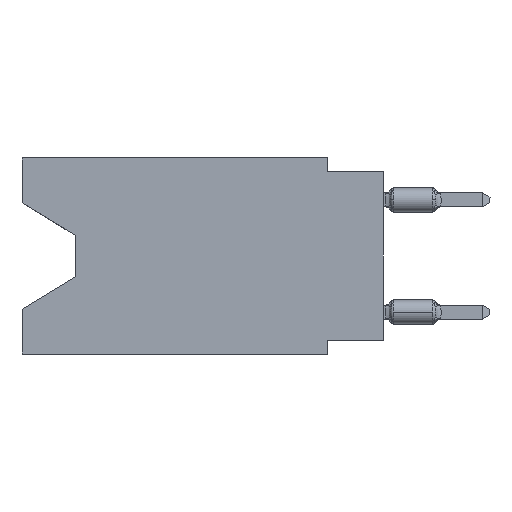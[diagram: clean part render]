
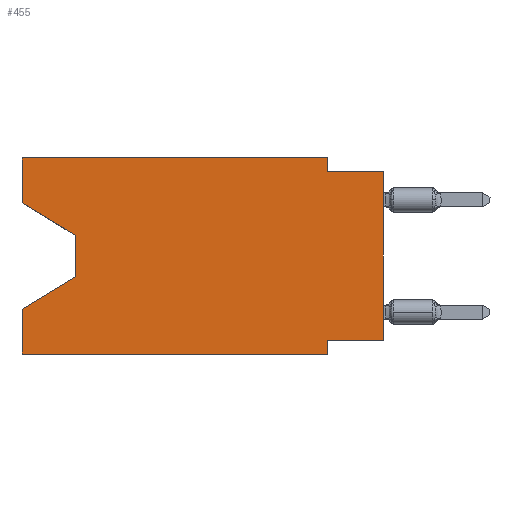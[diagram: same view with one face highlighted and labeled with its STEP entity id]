
A CAD part, left-side view. The second image highlights one B-rep face of the part: STEP entity #455.
In plain terms, the highlighted planar face has unit normal (-1, 0, 0).
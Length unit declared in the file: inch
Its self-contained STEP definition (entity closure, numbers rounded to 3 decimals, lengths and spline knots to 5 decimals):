
#106 = VECTOR ( 'NONE', #14949, 39.37008 ) ;
#179 = ORIENTED_EDGE ( 'NONE', *, *, #5077, .F. ) ;
#180 = VECTOR ( 'NONE', #10316, 39.37008 ) ;
#199 = CARTESIAN_POINT ( 'NONE',  ( 0., 0.1, 0. ) ) ;
#214 = VERTEX_POINT ( 'NONE', #14017 ) ;
#245 = CARTESIAN_POINT ( 'NONE',  ( 0., 0.645, -0.26975 ) ) ;
#345 = LINE ( 'NONE', #7615, #12970 ) ;
#407 = DIRECTION ( 'NONE',  ( 0., 0., 1. ) ) ;
#455 = ADVANCED_FACE ( 'NONE', ( #1499 ), #13375, .F. ) ;
#460 = CARTESIAN_POINT ( 'NONE',  ( 0., 0.645, -0.08025 ) ) ;
#624 = VECTOR ( 'NONE', #7197, 39.37008 ) ;
#925 = CARTESIAN_POINT ( 'NONE',  ( 0., 0.1, -0.35 ) ) ;
#926 = VECTOR ( 'NONE', #12018, 39.37008 ) ;
#983 = ORIENTED_EDGE ( 'NONE', *, *, #5177, .F. ) ;
#1110 = VECTOR ( 'NONE', #12677, 39.37008 ) ;
#1434 = DIRECTION ( 'NONE',  ( 0., 0., 1. ) ) ;
#1485 = LINE ( 'NONE', #13043, #624 ) ;
#1499 = FACE_OUTER_BOUND ( 'NONE', #8577, .T. ) ;
#1509 = CARTESIAN_POINT ( 'NONE',  ( 0., 0.1, -0.325 ) ) ;
#1709 = VERTEX_POINT ( 'NONE', #10481 ) ;
#1819 = CARTESIAN_POINT ( 'NONE',  ( 0., 0.645, -0.08025 ) ) ;
#1881 = CARTESIAN_POINT ( 'NONE',  ( 0., 0.645, 0. ) ) ;
#1954 = ORIENTED_EDGE ( 'NONE', *, *, #9811, .T. ) ;
#2037 = EDGE_CURVE ( 'NONE', #10134, #6546, #10259, .T. ) ;
#2535 = CARTESIAN_POINT ( 'NONE',  ( 0., 0.1, -0.35 ) ) ;
#2659 = LINE ( 'NONE', #7376, #3068 ) ;
#2967 = VERTEX_POINT ( 'NONE', #9301 ) ;
#3068 = VECTOR ( 'NONE', #1434, 39.37008 ) ;
#3268 = EDGE_CURVE ( 'NONE', #214, #6872, #13842, .T. ) ;
#4129 = EDGE_CURVE ( 'NONE', #4636, #12500, #12647, .T. ) ;
#4223 = EDGE_CURVE ( 'NONE', #2967, #12500, #14072, .T. ) ;
#4636 = VERTEX_POINT ( 'NONE', #1509 ) ;
#4640 = EDGE_CURVE ( 'NONE', #6546, #6385, #345, .T. ) ;
#4828 = VERTEX_POINT ( 'NONE', #1819 ) ;
#5077 = EDGE_CURVE ( 'NONE', #1709, #4636, #1485, .T. ) ;
#5176 = LINE ( 'NONE', #1881, #5802 ) ;
#5177 = EDGE_CURVE ( 'NONE', #4828, #214, #5176, .T. ) ;
#5197 = CARTESIAN_POINT ( 'NONE',  ( 0., 0.1, -0.025 ) ) ;
#5206 = ORIENTED_EDGE ( 'NONE', *, *, #8503, .F. ) ;
#5802 = VECTOR ( 'NONE', #407, 39.37008 ) ;
#5987 = CARTESIAN_POINT ( 'NONE',  ( 0., 0.645, -0.35 ) ) ;
#6135 = DIRECTION ( 'NONE',  ( 0., 0.855, -0.519 ) ) ;
#6166 = VECTOR ( 'NONE', #6333, 39.37008 ) ;
#6333 = DIRECTION ( 'NONE',  ( 0., -0.855, -0.519 ) ) ;
#6385 = VERTEX_POINT ( 'NONE', #245 ) ;
#6484 = LINE ( 'NONE', #460, #6166 ) ;
#6546 = VERTEX_POINT ( 'NONE', #15192 ) ;
#6551 = CARTESIAN_POINT ( 'NONE',  ( 0., 0.645, 0. ) ) ;
#6604 = VECTOR ( 'NONE', #8155, 39.37008 ) ;
#6843 = CARTESIAN_POINT ( 'NONE',  ( 0., 0.645, 0. ) ) ;
#6872 = VERTEX_POINT ( 'NONE', #11789 ) ;
#7197 = DIRECTION ( 'NONE',  ( 0., 1., 0. ) ) ;
#7246 = EDGE_CURVE ( 'NONE', #6872, #9754, #10610, .T. ) ;
#7376 = CARTESIAN_POINT ( 'NONE',  ( 0., 0., 0. ) ) ;
#7615 = CARTESIAN_POINT ( 'NONE',  ( 0., 0.55, -0.212 ) ) ;
#8155 = DIRECTION ( 'NONE',  ( 0., 0., -1. ) ) ;
#8166 = EDGE_CURVE ( 'NONE', #9754, #8590, #11810, .T. ) ;
#8379 = CARTESIAN_POINT ( 'NONE',  ( 0., 0., -0.025 ) ) ;
#8503 = EDGE_CURVE ( 'NONE', #2967, #6385, #12717, .T. ) ;
#8577 = EDGE_LOOP ( 'NONE', ( #9470, #13253, #14202, #5206, #8603, #12586, #179, #1954, #11951, #12338, #9859, #983 ) ) ;
#8588 = CARTESIAN_POINT ( 'NONE',  ( 0., 0.55, -0.138 ) ) ;
#8590 = VERTEX_POINT ( 'NONE', #8379 ) ;
#8603 = ORIENTED_EDGE ( 'NONE', *, *, #4223, .T. ) ;
#9301 = CARTESIAN_POINT ( 'NONE',  ( 0., 0.645, -0.35 ) ) ;
#9470 = ORIENTED_EDGE ( 'NONE', *, *, #13813, .T. ) ;
#9625 = VECTOR ( 'NONE', #12999, 39.37008 ) ;
#9754 = VERTEX_POINT ( 'NONE', #5197 ) ;
#9811 = EDGE_CURVE ( 'NONE', #1709, #8590, #2659, .T. ) ;
#9859 = ORIENTED_EDGE ( 'NONE', *, *, #3268, .F. ) ;
#10134 = VERTEX_POINT ( 'NONE', #8588 ) ;
#10259 = LINE ( 'NONE', #11263, #106 ) ;
#10316 = DIRECTION ( 'NONE',  ( 0., -1., 0. ) ) ;
#10481 = CARTESIAN_POINT ( 'NONE',  ( 0., 0., -0.325 ) ) ;
#10610 = LINE ( 'NONE', #199, #9625 ) ;
#10647 = CARTESIAN_POINT ( 'NONE',  ( 0., 0., -0.025 ) ) ;
#10987 = DIRECTION ( 'NONE',  ( 0., 0., -1. ) ) ;
#11263 = CARTESIAN_POINT ( 'NONE',  ( 0., 0.55, -0.138 ) ) ;
#11604 = AXIS2_PLACEMENT_3D ( 'NONE', #14446, #12231, #10987 ) ;
#11789 = CARTESIAN_POINT ( 'NONE',  ( 0., 0.1, 0. ) ) ;
#11810 = LINE ( 'NONE', #10647, #1110 ) ;
#11951 = ORIENTED_EDGE ( 'NONE', *, *, #8166, .F. ) ;
#12018 = DIRECTION ( 'NONE',  ( 0., -1., 0. ) ) ;
#12231 = DIRECTION ( 'NONE',  ( 1., 0., 0. ) ) ;
#12338 = ORIENTED_EDGE ( 'NONE', *, *, #7246, .F. ) ;
#12500 = VERTEX_POINT ( 'NONE', #2535 ) ;
#12586 = ORIENTED_EDGE ( 'NONE', *, *, #4129, .F. ) ;
#12647 = LINE ( 'NONE', #925, #6604 ) ;
#12677 = DIRECTION ( 'NONE',  ( 0., -1., 0. ) ) ;
#12717 = LINE ( 'NONE', #6843, #14911 ) ;
#12970 = VECTOR ( 'NONE', #6135, 39.37008 ) ;
#12999 = DIRECTION ( 'NONE',  ( 0., 0., -1. ) ) ;
#13043 = CARTESIAN_POINT ( 'NONE',  ( 0., 0., -0.325 ) ) ;
#13253 = ORIENTED_EDGE ( 'NONE', *, *, #2037, .T. ) ;
#13375 = PLANE ( 'NONE',  #11604 ) ;
#13813 = EDGE_CURVE ( 'NONE', #4828, #10134, #6484, .T. ) ;
#13842 = LINE ( 'NONE', #6551, #180 ) ;
#14017 = CARTESIAN_POINT ( 'NONE',  ( 0., 0.645, 0. ) ) ;
#14072 = LINE ( 'NONE', #5987, #926 ) ;
#14202 = ORIENTED_EDGE ( 'NONE', *, *, #4640, .T. ) ;
#14446 = CARTESIAN_POINT ( 'NONE',  ( 0., 0.645, 0. ) ) ;
#14911 = VECTOR ( 'NONE', #15085, 39.37008 ) ;
#14949 = DIRECTION ( 'NONE',  ( 0., 0., -1. ) ) ;
#15085 = DIRECTION ( 'NONE',  ( 0., 0., 1. ) ) ;
#15192 = CARTESIAN_POINT ( 'NONE',  ( 0., 0.55, -0.212 ) ) ;
